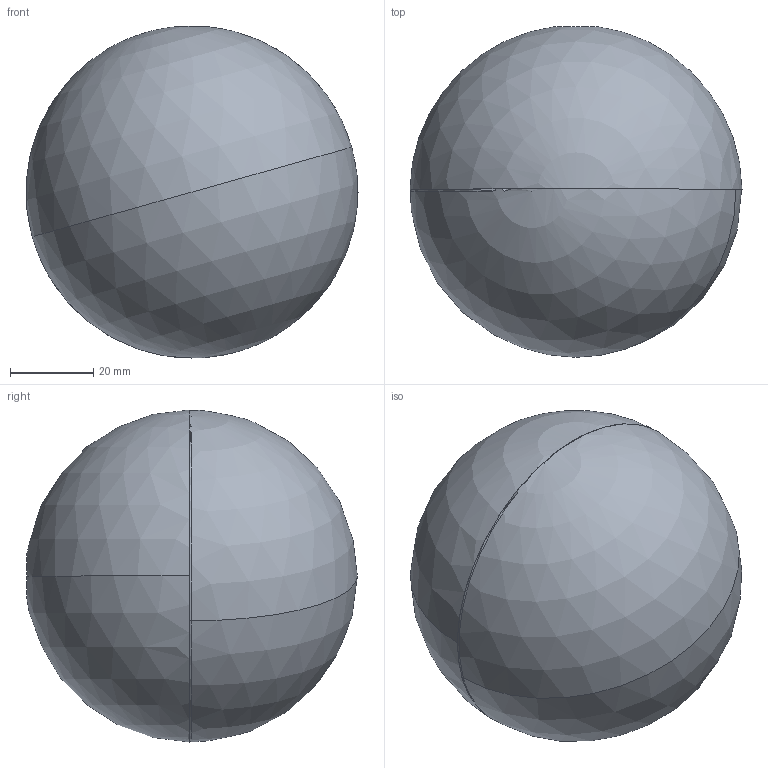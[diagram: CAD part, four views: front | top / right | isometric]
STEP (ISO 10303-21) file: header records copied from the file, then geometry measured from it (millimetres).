
FILE_DESCRIPTION (( 'STEP AP203' ), '1' );
FILE_NAME ('0100000000011946_20_A_0220-080-R.STEP', '2022-10-31T13:23:18', ( '' ), ( '' ), 'SwSTEP 2.0', 'SolidWorks 2019', '' );
FILE_SCHEMA (( 'CONFIG_CONTROL_DESIGN' ));
Length unit declared in the file: millimetre
Products named in the file (5): A_0220-080-R.P2_skupina; 0100000000011946_20_A_0220-080-R; A_0220-080-R.P3; A_0220-080-R.P2; A_0220-080-R.P1
Assembly tree (4 placements, depth 3):
  0100000000011946_20_A_0220-080-R
    A_0220-080-R.P2_skupina
      A_0220-080-R.P2
      A_0220-080-R.P3
    A_0220-080-R.P1
Bounding box: 79.99 x 79.65 x 79.99 mm (x, y, z)
Volume: 38915.1 mm3; surface area: 40510.3 mm2
Topology: 3 solids, 3 shells, 35 faces, 86 edges, 54 vertices
Faces by surface type: sphere 12, cylinder 10, cone 8, plane 5
Entity records: 1375 total; most frequent: DIRECTION 188, CARTESIAN_POINT 143, ORIENTED_EDGE 128, AXIS2_PLACEMENT_3D 85, EDGE_CURVE 64, CIRCLE 46, PERSON_AND_ORGANIZATION 44, VERTEX_POINT 40
